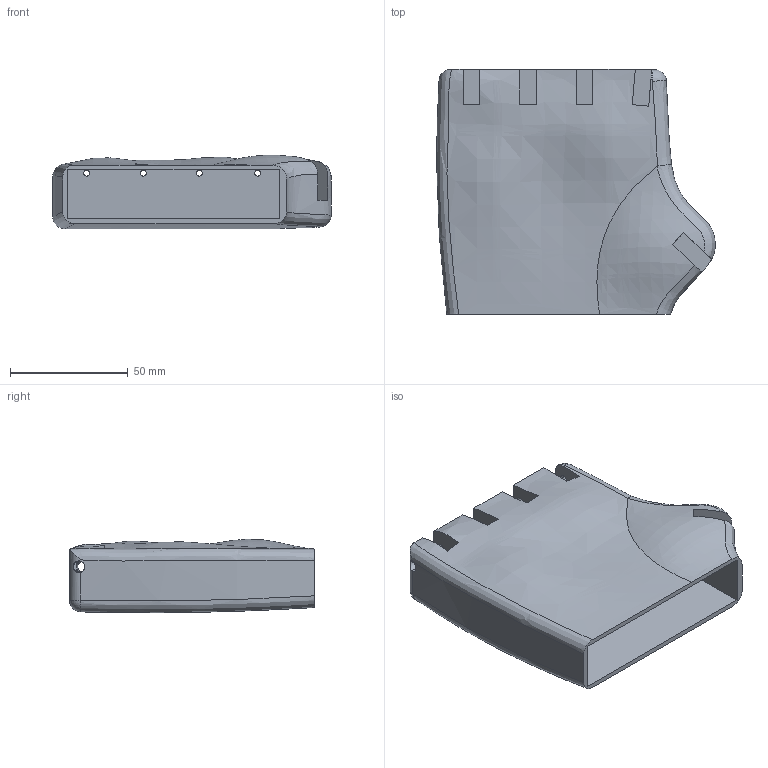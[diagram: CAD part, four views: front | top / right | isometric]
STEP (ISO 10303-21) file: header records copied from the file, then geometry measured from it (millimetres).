
FILE_DESCRIPTION (( 'STEP AP214' ), '1' );
FILE_NAME ('Palm.STEP', '2024-08-08T08:27:40', ( '' ), ( '' ), 'SwSTEP 2.0', 'SolidWorks 2023', '' );
FILE_SCHEMA (( 'AUTOMOTIVE_DESIGN' ));
Length unit declared in the file: millimetre
Products named in the file (1): Palm
Bounding box: 118.29 x 104 x 31.2 mm (x, y, z)
Volume: 116511.8 mm3; surface area: 55630 mm2
Topology: 1 solids, 1 shells, 123 faces, 359 edges, 237 vertices
Faces by surface type: plane 55, cylinder 49, bspline 17, sphere 2
Entity records: 12381 total; most frequent: CARTESIAN_POINT 9222, ORIENTED_EDGE 718, DIRECTION 555, EDGE_CURVE 359, VERTEX_POINT 237, AXIS2_PLACEMENT_3D 191, VECTOR 173, LINE 173
